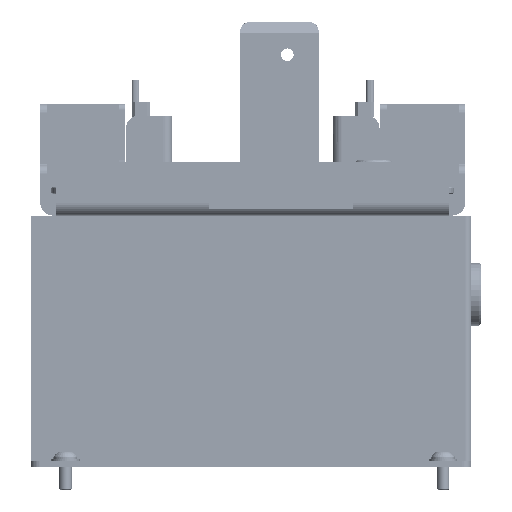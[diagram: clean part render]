
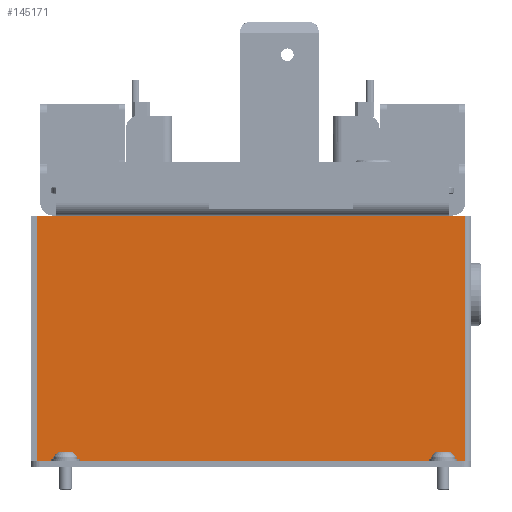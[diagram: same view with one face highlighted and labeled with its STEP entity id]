
A CAD part, left-side view. The second image highlights one B-rep face of the part: STEP entity #145171.
In plain terms, the highlighted face is planar.
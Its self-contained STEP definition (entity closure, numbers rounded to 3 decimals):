
#636 = EDGE_CURVE ( 'NONE', #360946, #42661, #346039, .T. ) ;
#3567 = DIRECTION ( 'NONE',  ( -1., 0., 0. ) ) ;
#15731 = FACE_OUTER_BOUND ( 'NONE', #295555, .T. ) ;
#28080 = DIRECTION ( 'NONE',  ( 0., 1., 0. ) ) ;
#42661 = VERTEX_POINT ( 'NONE', #268330 ) ;
#53734 = CARTESIAN_POINT ( 'NONE',  ( 237., 137.999, 80. ) ) ;
#57473 = VECTOR ( 'NONE', #101504, 1000. ) ;
#70103 = ORIENTED_EDGE ( 'NONE', *, *, #636, .T. ) ;
#92032 = CARTESIAN_POINT ( 'NONE',  ( 237., 2.1, 0. ) ) ;
#98113 = DIRECTION ( 'NONE',  ( 0., 0., -1. ) ) ;
#101504 = DIRECTION ( 'NONE',  ( 0., 1., 0. ) ) ;
#145171 = ADVANCED_FACE ( 'NONE', ( #15731 ), #158039, .F. ) ;
#150681 = ORIENTED_EDGE ( 'NONE', *, *, #304190, .F. ) ;
#158039 = PLANE ( 'NONE',  #372622 ) ;
#204194 = DIRECTION ( 'NONE',  ( 0., 0., -1. ) ) ;
#217254 = CARTESIAN_POINT ( 'NONE',  ( 237., 2.1, 80. ) ) ;
#222281 = DIRECTION ( 'NONE',  ( 0., -1., 0. ) ) ;
#233262 = VECTOR ( 'NONE', #98113, 1000. ) ;
#246236 = VECTOR ( 'NONE', #28080, 1000. ) ;
#249969 = ORIENTED_EDGE ( 'NONE', *, *, #337383, .F. ) ;
#253924 = ORIENTED_EDGE ( 'NONE', *, *, #385240, .T. ) ;
#268330 = CARTESIAN_POINT ( 'NONE',  ( 237., 137.999, 0. ) ) ;
#285360 = CARTESIAN_POINT ( 'NONE',  ( 237., 137.999, 77.9 ) ) ;
#294302 = CARTESIAN_POINT ( 'NONE',  ( 237., 0., 0. ) ) ;
#295493 = CARTESIAN_POINT ( 'NONE',  ( 237., 2.1, 77.9 ) ) ;
#295555 = EDGE_LOOP ( 'NONE', ( #150681, #253924, #70103, #249969 ) ) ;
#304190 = EDGE_CURVE ( 'NONE', #327026, #308169, #329362, .T. ) ;
#308169 = VERTEX_POINT ( 'NONE', #285360 ) ;
#316294 = LINE ( 'NONE', #217254, #233262 ) ;
#323219 = VECTOR ( 'NONE', #204194, 1000. ) ;
#327026 = VERTEX_POINT ( 'NONE', #295493 ) ;
#329362 = LINE ( 'NONE', #372431, #246236 ) ;
#337383 = EDGE_CURVE ( 'NONE', #308169, #42661, #367259, .T. ) ;
#346039 = LINE ( 'NONE', #294302, #57473 ) ;
#360946 = VERTEX_POINT ( 'NONE', #92032 ) ;
#367259 = LINE ( 'NONE', #53734, #323219 ) ;
#372431 = CARTESIAN_POINT ( 'NONE',  ( 237., 2.1, 77.9 ) ) ;
#372622 = AXIS2_PLACEMENT_3D ( 'NONE', #404127, #3567, #222281 ) ;
#385240 = EDGE_CURVE ( 'NONE', #327026, #360946, #316294, .T. ) ;
#404127 = CARTESIAN_POINT ( 'NONE',  ( 237., 0., 80. ) ) ;
